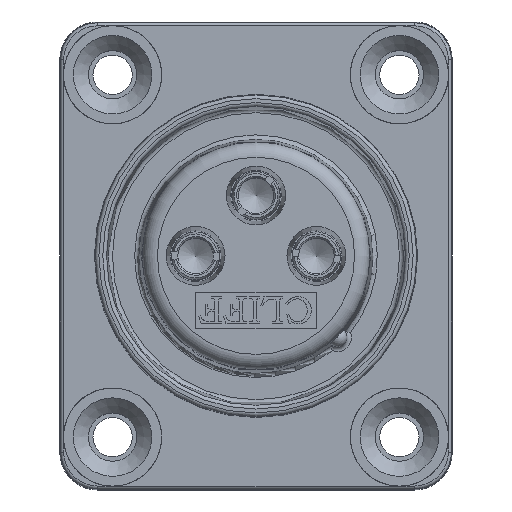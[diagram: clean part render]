
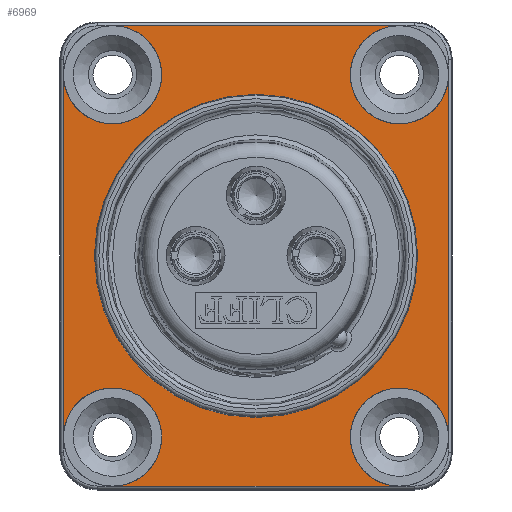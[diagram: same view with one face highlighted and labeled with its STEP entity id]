
A CAD part, top view. The second image highlights one B-rep face of the part: STEP entity #6969.
In plain terms, the highlighted planar face has unit normal (0, 0, 1).
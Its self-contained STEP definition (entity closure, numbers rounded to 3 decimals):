
#316=FACE_BOUND('',#1297,.T.);
#495=PLANE('',#7511);
#887=FACE_OUTER_BOUND('',#1296,.T.);
#1296=EDGE_LOOP('',(#6058,#6059,#6060,#6061,#6062,#6063,#6064,#6065,#6066,
#6067));
#1297=EDGE_LOOP('',(#6068));
#1824=LINE('',#12288,#2367);
#1828=LINE('',#12299,#2371);
#1833=LINE('',#12327,#2376);
#1835=LINE('',#12336,#2378);
#2367=VECTOR('',#8978,10.);
#2371=VECTOR('',#8988,10.);
#2376=VECTOR('',#9027,10.);
#2378=VECTOR('',#9039,10.);
#2574=CIRCLE('',#7394,10.7);
#2607=CIRCLE('',#7464,3.25);
#2608=CIRCLE('',#7465,3.25);
#2610=CIRCLE('',#7468,3.25);
#2612=CIRCLE('',#7471,3.25);
#2613=CIRCLE('',#7472,3.25);
#2616=CIRCLE('',#7476,3.25);
#3206=VERTEX_POINT('',#12070);
#3235=VERTEX_POINT('',#12189);
#3237=VERTEX_POINT('',#12197);
#3238=VERTEX_POINT('',#12200);
#3240=VERTEX_POINT('',#12211);
#3242=VERTEX_POINT('',#12219);
#3245=VERTEX_POINT('',#12234);
#3247=VERTEX_POINT('',#12242);
#3248=VERTEX_POINT('',#12245);
#3251=VERTEX_POINT('',#12257);
#3254=VERTEX_POINT('',#12272);
#4103=EDGE_CURVE('',#3206,#3206,#2574,.T.);
#4156=EDGE_CURVE('',#3237,#3235,#2607,.T.);
#4158=EDGE_CURVE('',#3238,#3237,#2608,.T.);
#4162=EDGE_CURVE('',#3242,#3240,#2610,.T.);
#4168=EDGE_CURVE('',#3247,#3245,#2612,.T.);
#4170=EDGE_CURVE('',#3248,#3247,#2613,.T.);
#4178=EDGE_CURVE('',#3251,#3254,#2616,.T.);
#4184=EDGE_CURVE('',#3248,#3235,#1824,.T.);
#4190=EDGE_CURVE('',#3251,#3245,#1828,.T.);
#4204=EDGE_CURVE('',#3238,#3240,#1833,.T.);
#4209=EDGE_CURVE('',#3242,#3254,#1835,.T.);
#6058=ORIENTED_EDGE('',*,*,#4158,.T.);
#6059=ORIENTED_EDGE('',*,*,#4156,.T.);
#6060=ORIENTED_EDGE('',*,*,#4184,.F.);
#6061=ORIENTED_EDGE('',*,*,#4170,.T.);
#6062=ORIENTED_EDGE('',*,*,#4168,.T.);
#6063=ORIENTED_EDGE('',*,*,#4190,.F.);
#6064=ORIENTED_EDGE('',*,*,#4178,.T.);
#6065=ORIENTED_EDGE('',*,*,#4209,.F.);
#6066=ORIENTED_EDGE('',*,*,#4162,.T.);
#6067=ORIENTED_EDGE('',*,*,#4204,.F.);
#6068=ORIENTED_EDGE('',*,*,#4103,.T.);
#6969=ADVANCED_FACE('',(#887,#316),#495,.T.);
#7394=AXIS2_PLACEMENT_3D('',#12072,#8780,#8781);
#7464=AXIS2_PLACEMENT_3D('',#12198,#8939,#8940);
#7465=AXIS2_PLACEMENT_3D('',#12201,#8942,#8943);
#7468=AXIS2_PLACEMENT_3D('',#12220,#8948,#8949);
#7471=AXIS2_PLACEMENT_3D('',#12243,#8955,#8956);
#7472=AXIS2_PLACEMENT_3D('',#12246,#8958,#8959);
#7476=AXIS2_PLACEMENT_3D('',#12277,#8967,#8968);
#7511=AXIS2_PLACEMENT_3D('',#12356,#9060,#9061);
#8780=DIRECTION('center_axis',(0.,0.,-1.));
#8781=DIRECTION('ref_axis',(-1.,0.,0.));
#8939=DIRECTION('center_axis',(0.,0.,-1.));
#8940=DIRECTION('ref_axis',(-1.,0.,0.));
#8942=DIRECTION('center_axis',(0.,0.,-1.));
#8943=DIRECTION('ref_axis',(-1.,0.,0.));
#8948=DIRECTION('center_axis',(0.,0.,-1.));
#8949=DIRECTION('ref_axis',(-1.,0.,0.));
#8955=DIRECTION('center_axis',(0.,0.,-1.));
#8956=DIRECTION('ref_axis',(-1.,0.,0.));
#8958=DIRECTION('center_axis',(0.,0.,-1.));
#8959=DIRECTION('ref_axis',(-1.,0.,0.));
#8967=DIRECTION('center_axis',(0.,0.,-1.));
#8968=DIRECTION('ref_axis',(-1.,0.,0.));
#8978=DIRECTION('',(0.,1.,0.));
#8988=DIRECTION('',(-1.,0.,0.));
#9027=DIRECTION('',(1.,0.,0.));
#9039=DIRECTION('',(0.,-1.,0.));
#9060=DIRECTION('center_axis',(0.,0.,1.));
#9061=DIRECTION('ref_axis',(1.,0.,0.));
#12070=CARTESIAN_POINT('',(10.7,0.,2.7));
#12072=CARTESIAN_POINT('Origin',(0.,0.,2.7));
#12189=CARTESIAN_POINT('',(-12.742,11.777,2.7));
#12197=CARTESIAN_POINT('',(-6.25,12.,2.7));
#12198=CARTESIAN_POINT('Origin',(-9.5,12.,2.7));
#12200=CARTESIAN_POINT('',(-9.277,15.242,2.7));
#12201=CARTESIAN_POINT('Origin',(-9.5,12.,2.7));
#12211=CARTESIAN_POINT('',(9.277,15.242,2.7));
#12219=CARTESIAN_POINT('',(12.742,11.777,2.7));
#12220=CARTESIAN_POINT('Origin',(9.5,12.,2.7));
#12234=CARTESIAN_POINT('',(-9.277,-15.242,2.7));
#12242=CARTESIAN_POINT('',(-6.25,-12.,2.7));
#12243=CARTESIAN_POINT('Origin',(-9.5,-12.,2.7));
#12245=CARTESIAN_POINT('',(-12.742,-11.777,2.7));
#12246=CARTESIAN_POINT('Origin',(-9.5,-12.,2.7));
#12257=CARTESIAN_POINT('',(9.277,-15.242,2.7));
#12272=CARTESIAN_POINT('',(12.742,-11.777,2.7));
#12277=CARTESIAN_POINT('Origin',(9.5,-12.,2.7));
#12288=CARTESIAN_POINT('',(-12.742,-6.5,2.7));
#12299=CARTESIAN_POINT('',(5.25,-15.242,2.7));
#12327=CARTESIAN_POINT('',(-5.25,15.242,2.7));
#12336=CARTESIAN_POINT('',(12.742,6.5,2.7));
#12356=CARTESIAN_POINT('Origin',(0.,0.,2.7));
